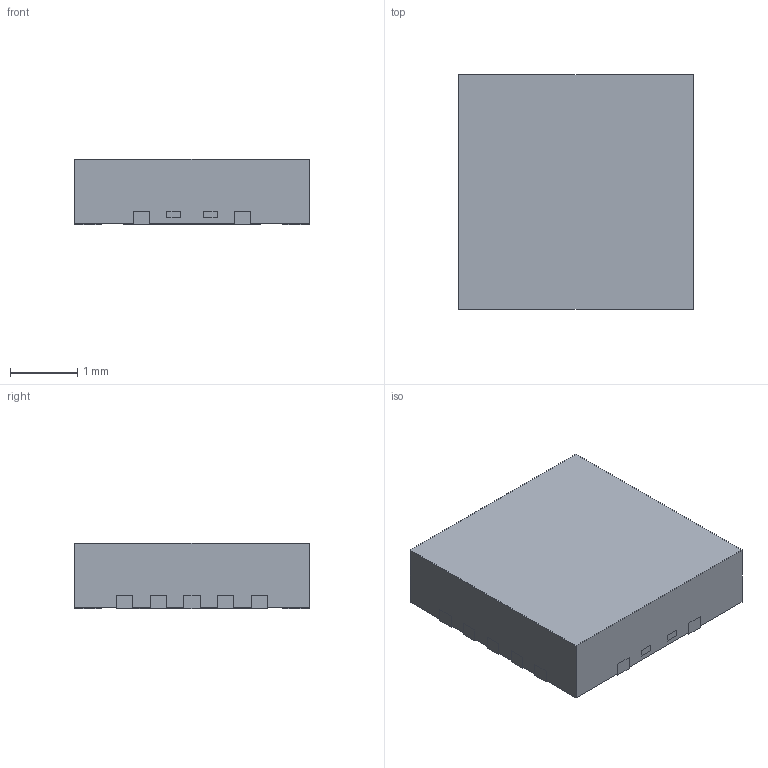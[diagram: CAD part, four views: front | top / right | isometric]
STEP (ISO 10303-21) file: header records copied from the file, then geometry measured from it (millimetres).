
FILE_DESCRIPTION((''),'2;1');
FILE_NAME('RGY0014A_ASM','2015-09-18T',('a0412025'),(''),'PRO/ENGINEER BY PARAMETRIC TECHNOLOGY CORPORATION, 2011490','PRO/ENGINEER BY PARAMETRIC TECHNOLOGY CORPORATION, 2011490','');
FILE_SCHEMA(('AUTOMOTIVE_DESIGN_CC2 { 1 2 10303 214 -1 1 5 2 }'));
Length unit declared in the file: millimetre
Products named in the file (4): BODY-QFN; FRAME-RWA0014A; PIN1-ID; RGY0014A_ASM
Assembly tree (3 placements, depth 2):
  RGY0014A_ASM
    BODY-QFN
    FRAME-RWA0014A
    PIN1-ID
Bounding box: 3.5 x 3.5 x 0.97 mm (x, y, z)
Volume: 11.8 mm3; surface area: 63.3 mm2
Topology: 16 solids, 16 shells, 197 faces, 498 edges, 332 vertices
Faces by surface type: plane 169, cylinder 28
Entity records: 7674 total; most frequent: CARTESIAN_POINT 1034, ORIENTED_EDGE 996, DIRECTION 962, PRESENTATION_STYLE_ASSIGNMENT 529, STYLED_ITEM 514, CURVE_STYLE 498, EDGE_CURVE 498, VECTOR 442
